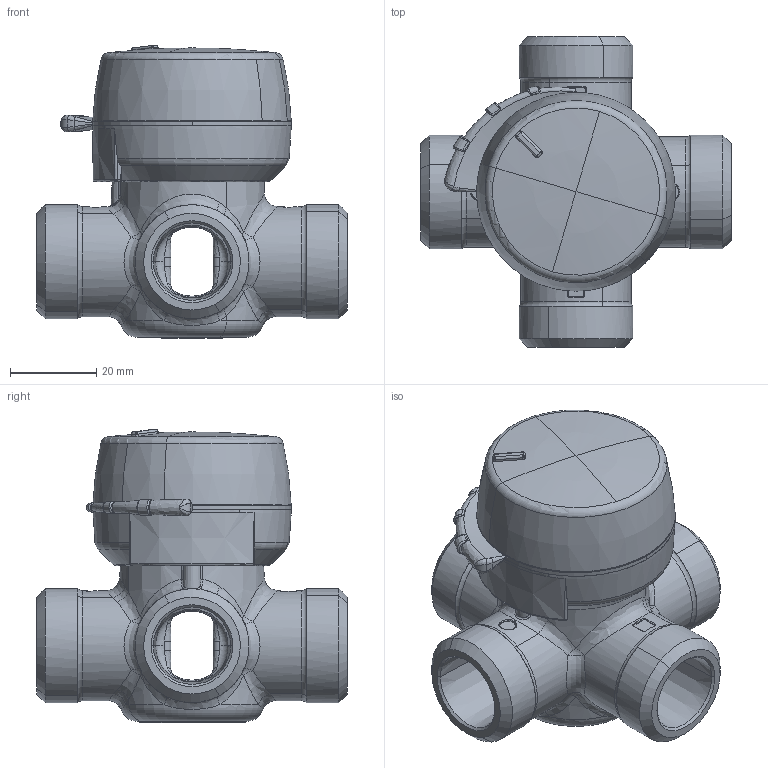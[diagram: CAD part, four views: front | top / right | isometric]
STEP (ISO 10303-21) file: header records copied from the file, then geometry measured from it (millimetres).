
FILE_DESCRIPTION(('CATIA V5 STEP Exchange'),'2;1');
FILE_NAME('VRB142_DN15.stp','2016-04-04T12:53:34+00:00',('none'),('none'),'CATIA Version 5 Release 20 SP 6 (IN-10)','CATIA V5 STEP AP214','none');
FILE_SCHEMA(('AUTOMOTIVE_DESIGN { 1 0 10303 214 1 1 1 1 }'));
Products named in the file (5): VRB 142 DN15; 7120-02; 7034-01; 7040-01; 7039-01
Assembly tree (4 placements, depth 2):
  VRB 142 DN15
    7120-02
    7034-01
    7040-01
    7039-01
Bounding box: 72 x 72 x 67.87 mm (x, y, z)
Volume: 59289.2 mm3; surface area: 45903 mm2
Topology: 5 solids, 5 shells, 3686 faces, 8807 edges, 4939 vertices
Faces by surface type: cylinder 1447, plane 752, bspline 737, sphere 259, torus 242, cone 214, revolution 35
Entity records: 144569 total; most frequent: CARTESIAN_POINT 67248, ORIENTED_EDGE 17114, DIRECTION 10884, EDGE_CURVE 8557, AXIS2_PLACEMENT_3D 5032, VERTEX_POINT 4939, EDGE_LOOP 3762, ADVANCED_FACE 3686
